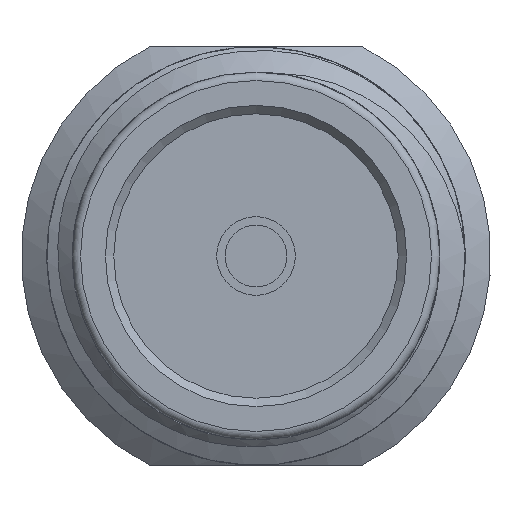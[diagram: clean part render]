
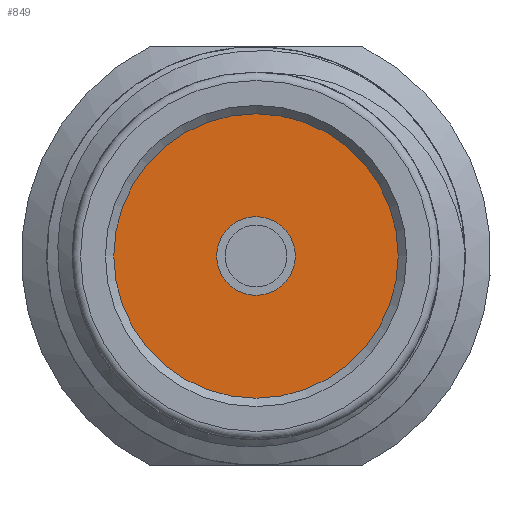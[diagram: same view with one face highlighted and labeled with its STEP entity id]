
A CAD part, left-side view. The second image highlights one B-rep face of the part: STEP entity #849.
In plain terms, the highlighted planar face has unit normal (-1, 0, 0).
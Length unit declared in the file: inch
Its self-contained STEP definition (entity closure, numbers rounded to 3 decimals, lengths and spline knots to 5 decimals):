
#37 = ORIENTED_EDGE ( 'NONE', *, *, #195, .T. ) ;
#86 = AXIS2_PLACEMENT_3D ( 'NONE', #1329, #934, #529 ) ;
#195 = EDGE_CURVE ( 'NONE', #1966, #1966, #691, .T. ) ;
#264 = DIRECTION ( 'NONE',  ( 0., 0., 1. ) ) ;
#529 = DIRECTION ( 'NONE',  ( 0., 0., 1. ) ) ;
#660 = DIRECTION ( 'NONE',  ( -1., 0., 0. ) ) ;
#672 = AXIS2_PLACEMENT_3D ( 'NONE', #2079, #2052, #264 ) ;
#691 = CIRCLE ( 'NONE', #86, 0.085 ) ;
#697 = CIRCLE ( 'NONE', #1602, 0.0235 ) ;
#710 = ORIENTED_EDGE ( 'NONE', *, *, #1524, .F. ) ;
#849 = ADVANCED_FACE ( 'NONE', ( #2283, #1695 ), #2300, .T. ) ;
#934 = DIRECTION ( 'NONE',  ( -1., 0., 0. ) ) ;
#938 = VERTEX_POINT ( 'NONE', #1721 ) ;
#1021 = CARTESIAN_POINT ( 'NONE',  ( 0.08631, 0., 0. ) ) ;
#1329 = CARTESIAN_POINT ( 'NONE',  ( 0.08631, 0., 0. ) ) ;
#1387 = EDGE_LOOP ( 'NONE', ( #710 ) ) ;
#1524 = EDGE_CURVE ( 'NONE', #938, #938, #697, .T. ) ;
#1602 = AXIS2_PLACEMENT_3D ( 'NONE', #1021, #660, #1671 ) ;
#1671 = DIRECTION ( 'NONE',  ( 0., 0., 1. ) ) ;
#1695 = FACE_OUTER_BOUND ( 'NONE', #1713, .T. ) ;
#1713 = EDGE_LOOP ( 'NONE', ( #37 ) ) ;
#1721 = CARTESIAN_POINT ( 'NONE',  ( 0.08631, 0., 0.0235 ) ) ;
#1966 = VERTEX_POINT ( 'NONE', #2590 ) ;
#2052 = DIRECTION ( 'NONE',  ( -1., 0., 0. ) ) ;
#2079 = CARTESIAN_POINT ( 'NONE',  ( 0.08631, 0., 0. ) ) ;
#2283 = FACE_BOUND ( 'NONE', #1387, .T. ) ;
#2300 = PLANE ( 'NONE',  #672 ) ;
#2590 = CARTESIAN_POINT ( 'NONE',  ( 0.08631, 0., 0.085 ) ) ;
